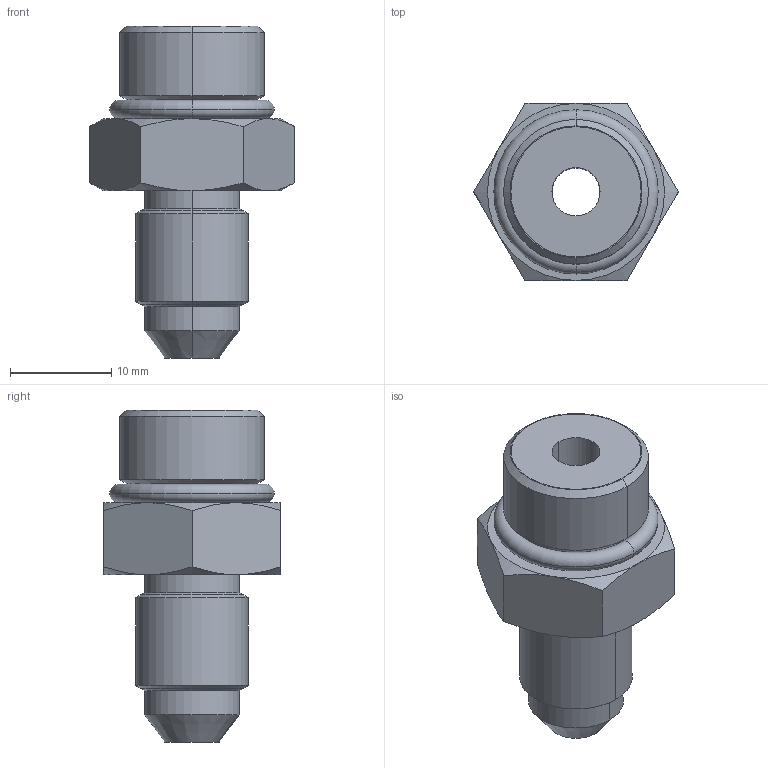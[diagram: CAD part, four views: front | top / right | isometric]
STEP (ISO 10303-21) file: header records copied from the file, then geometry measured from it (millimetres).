
FILE_DESCRIPTION((''),'2;1');
FILE_NAME('ILC30001546','2022-09-06T14:37:52',('rkuestersteffen'),(''),'CREO PARAMETRIC BY PTC INC, 2021164','CREO PARAMETRIC BY PTC INC, 2021164','');
FILE_SCHEMA(('AUTOMOTIVE_DESIGN { 1 0 10303 214 1 1 1 1 }'));
Length unit declared in the file: inch
Products named in the file (1): ILC30001546
Bounding box: 20.17 x 17.47 x 32.77 mm (x, y, z)
Volume: 4117.2 mm3; surface area: 3195.3 mm2
Topology: 2 solids, 4 shells, 52 faces, 118 edges, 70 vertices
Faces by surface type: cone 22, cylinder 16, plane 10, torus 4
Entity records: 2115 total; most frequent: CARTESIAN_POINT 414, DIRECTION 286, ORIENTED_EDGE 222, AXIS2_PLACEMENT_3D 125, PRESENTATION_STYLE_ASSIGNMENT 124, STYLED_ITEM 124, CURVE_STYLE 120, EDGE_CURVE 118
